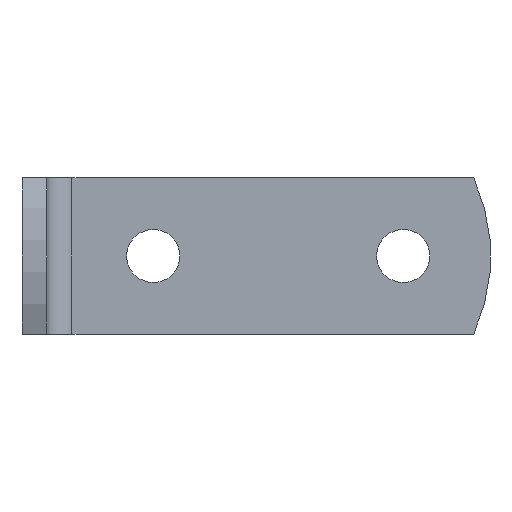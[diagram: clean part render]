
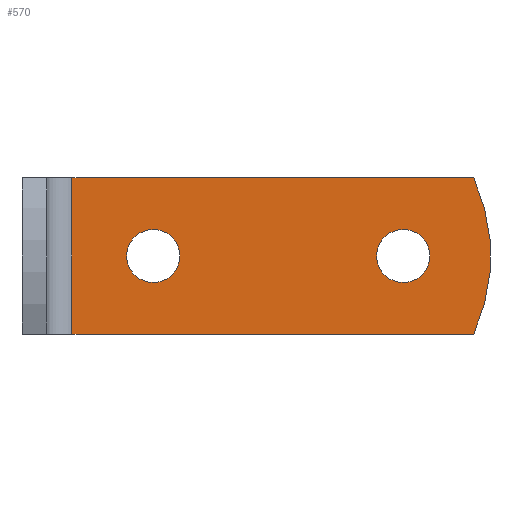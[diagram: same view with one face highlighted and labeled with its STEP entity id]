
A CAD part, front view. The second image highlights one B-rep face of the part: STEP entity #570.
In plain terms, the highlighted planar face has unit normal (0, -1, 0).
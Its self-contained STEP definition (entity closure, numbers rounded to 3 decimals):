
#192=CARTESIAN_POINT('',(72.272,-4.,-12.5));
#193=VERTEX_POINT('',#192);
#194=CARTESIAN_POINT('',(72.272,-4.,12.5));
#195=VERTEX_POINT('',#194);
#196=CARTESIAN_POINT('',(45.0,-4.,0.));
#197=DIRECTION('',(0.,-1.,0.));
#198=DIRECTION('',(0.909,0.,0.417));
#199=AXIS2_PLACEMENT_3D('',#196,#197,#198);
#200=CIRCLE('',#199,30.);
#201=EDGE_CURVE('',#193,#195,#200,.T.);
#288=CARTESIAN_POINT('',(8.,-4.,-12.5));
#289=VERTEX_POINT('',#288);
#290=CARTESIAN_POINT('',(8.,-4.,-12.5));
#291=DIRECTION('',(1.0,0.0,0.0));
#292=VECTOR('',#291,64.272);
#293=LINE('',#290,#292);
#294=EDGE_CURVE('',#289,#193,#293,.T.);
#414=CARTESIAN_POINT('',(25.25,-4.,0.));
#415=VERTEX_POINT('',#414);
#416=CARTESIAN_POINT('',(21.,-4.,0.));
#417=DIRECTION('',(0.0,1.0,0.0));
#418=DIRECTION('',(-1.0,0.0,0.0));
#419=AXIS2_PLACEMENT_3D('',#416,#417,#418);
#420=CIRCLE('',#419,4.25);
#421=EDGE_CURVE('',#415,#415,#420,.T.);
#455=CARTESIAN_POINT('',(65.25,-4.,0.));
#456=VERTEX_POINT('',#455);
#457=CARTESIAN_POINT('',(61.0,-4.,0.));
#458=DIRECTION('',(0.0,1.0,0.0));
#459=DIRECTION('',(-1.0,0.0,0.0));
#460=AXIS2_PLACEMENT_3D('',#457,#458,#459);
#461=CIRCLE('',#460,4.25);
#462=EDGE_CURVE('',#456,#456,#461,.T.);
#475=CARTESIAN_POINT('',(8.,-4.,12.5));
#476=VERTEX_POINT('',#475);
#477=CARTESIAN_POINT('',(8.0,-4.,12.5));
#478=DIRECTION('',(0.0,0.0,-1.0));
#479=VECTOR('',#478,25.0);
#480=LINE('',#477,#479);
#481=EDGE_CURVE('',#476,#289,#480,.T.);
#544=CARTESIAN_POINT('',(8.,-4.,12.5));
#545=DIRECTION('',(1.0,0.0,0.0));
#546=VECTOR('',#545,64.272);
#547=LINE('',#544,#546);
#548=EDGE_CURVE('',#476,#195,#547,.T.);
#553=CARTESIAN_POINT('',(0.976,-4.,0.));
#554=DIRECTION('',(0.0,-1.0,0.0));
#555=DIRECTION('',(0.0,0.0,-1.0));
#556=AXIS2_PLACEMENT_3D('',#553,#554,#555);
#557=PLANE('',#556);
#558=ORIENTED_EDGE('',*,*,#201,.T.);
#559=ORIENTED_EDGE('',*,*,#548,.F.);
#560=ORIENTED_EDGE('',*,*,#481,.T.);
#561=ORIENTED_EDGE('',*,*,#294,.T.);
#562=EDGE_LOOP('',(#558,#559,#560,#561));
#563=FACE_OUTER_BOUND('',#562,.T.);
#564=ORIENTED_EDGE('',*,*,#421,.T.);
#565=EDGE_LOOP('',(#564));
#566=FACE_BOUND('',#565,.T.);
#567=ORIENTED_EDGE('',*,*,#462,.T.);
#568=EDGE_LOOP('',(#567));
#569=FACE_BOUND('',#568,.T.);
#570=ADVANCED_FACE('',(#563,#566,#569),#557,.T.);
